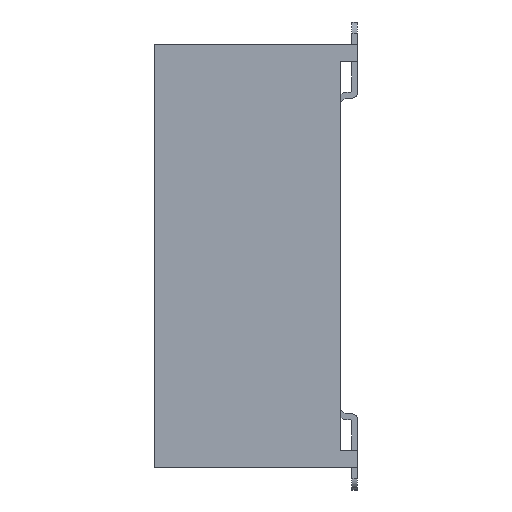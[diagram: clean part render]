
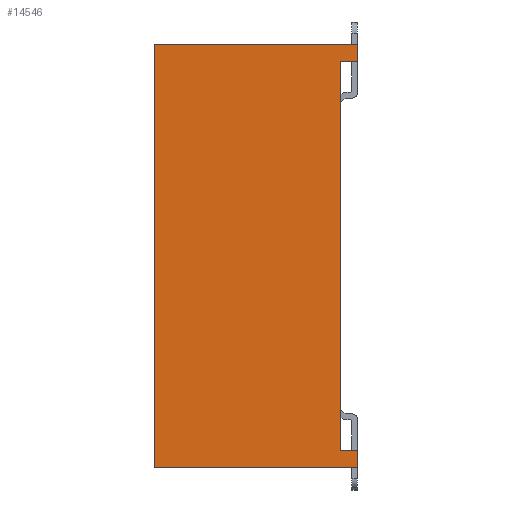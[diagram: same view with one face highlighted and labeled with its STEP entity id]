
A CAD part, left-side view. The second image highlights one B-rep face of the part: STEP entity #14546.
In plain terms, the highlighted planar face has unit normal (-1, 0, 0).
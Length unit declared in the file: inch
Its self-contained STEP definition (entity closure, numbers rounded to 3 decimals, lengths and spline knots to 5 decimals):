
#898=ORIENTED_EDGE('',*,*,#5057,.T.);
#899=ORIENTED_EDGE('',*,*,#4895,.T.);
#900=ORIENTED_EDGE('',*,*,#4934,.F.);
#901=ORIENTED_EDGE('',*,*,#5132,.F.);
#902=ORIENTED_EDGE('',*,*,#5014,.T.);
#903=ORIENTED_EDGE('',*,*,#4930,.T.);
#904=ORIENTED_EDGE('',*,*,#5099,.T.);
#905=ORIENTED_EDGE('',*,*,#5133,.T.);
#4895=EDGE_CURVE('',#7033,#7032,#8485,.T.);
#4930=EDGE_CURVE('',#7067,#7066,#8520,.T.);
#4934=EDGE_CURVE('',#7069,#7032,#8524,.T.);
#5014=EDGE_CURVE('',#7133,#7067,#8604,.T.);
#5057=EDGE_CURVE('',#7165,#7033,#8647,.T.);
#5099=EDGE_CURVE('',#7066,#7199,#8689,.T.);
#5132=EDGE_CURVE('',#7133,#7069,#8690,.T.);
#5133=EDGE_CURVE('',#7199,#7165,#8691,.T.);
#7032=VERTEX_POINT('',#20679);
#7033=VERTEX_POINT('',#20681);
#7066=VERTEX_POINT('',#20757);
#7067=VERTEX_POINT('',#20759);
#7069=VERTEX_POINT('',#20765);
#7133=VERTEX_POINT('',#20911);
#7165=VERTEX_POINT('',#20992);
#7199=VERTEX_POINT('',#21079);
#8485=LINE('',#20680,#10259);
#8520=LINE('',#20758,#10294);
#8524=LINE('',#20766,#10298);
#8604=LINE('',#20910,#10378);
#8647=LINE('',#20996,#10421);
#8689=LINE('',#21080,#10463);
#8690=LINE('',#21162,#10464);
#8691=LINE('',#21163,#10465);
#10259=VECTOR('',#16545,39.37008);
#10294=VECTOR('',#16598,39.37008);
#10298=VECTOR('',#16604,39.37008);
#10378=VECTOR('',#16686,39.37008);
#10421=VECTOR('',#16747,39.37008);
#10463=VECTOR('',#16807,39.37008);
#10464=VECTOR('',#16906,39.37008);
#10465=VECTOR('',#16907,39.37008);
#12060=EDGE_LOOP('',(#898,#899,#900,#901,#902,#903,#904,#905));
#13002=FACE_BOUND('',#12060,.T.);
#13912=PLANE('',#15401);
#14546=ADVANCED_FACE('',(#13002),#13912,.F.);
#15401=AXIS2_PLACEMENT_3D('',#21161,#16904,#16905);
#16545=DIRECTION('',(0.,0.,1.));
#16598=DIRECTION('',(0.,0.,1.));
#16604=DIRECTION('',(0.,-1.,0.));
#16686=DIRECTION('',(0.,-1.,0.));
#16747=DIRECTION('',(0.,-1.,0.));
#16807=DIRECTION('',(0.,1.,0.));
#16904=DIRECTION('',(1.,0.,0.));
#16905=DIRECTION('',(0.,0.,-1.));
#16906=DIRECTION('',(0.,0.,1.));
#16907=DIRECTION('',(0.,0.,1.));
#20679=CARTESIAN_POINT('',(-0.4,0.,0.1875));
#20680=CARTESIAN_POINT('',(-0.4,0.,-0.1875));
#20681=CARTESIAN_POINT('',(-0.4,0.,0.1725));
#20757=CARTESIAN_POINT('',(-0.4,0.,-0.1725));
#20758=CARTESIAN_POINT('',(-0.4,0.,-0.1875));
#20759=CARTESIAN_POINT('',(-0.4,0.,-0.1875));
#20765=CARTESIAN_POINT('',(-0.4,0.18,0.1875));
#20766=CARTESIAN_POINT('',(-0.4,0.18,0.1875));
#20910=CARTESIAN_POINT('',(-0.4,0.18,-0.1875));
#20911=CARTESIAN_POINT('',(-0.4,0.18,-0.1875));
#20992=CARTESIAN_POINT('',(-0.4,0.015,0.1725));
#20996=CARTESIAN_POINT('',(-0.4,0.015,0.1725));
#21079=CARTESIAN_POINT('',(-0.4,0.015,-0.1725));
#21080=CARTESIAN_POINT('',(-0.4,0.,-0.1725));
#21161=CARTESIAN_POINT('',(-0.4,0.18,-0.1875));
#21162=CARTESIAN_POINT('',(-0.4,0.18,-0.1875));
#21163=CARTESIAN_POINT('',(-0.4,0.015,-0.1725));
